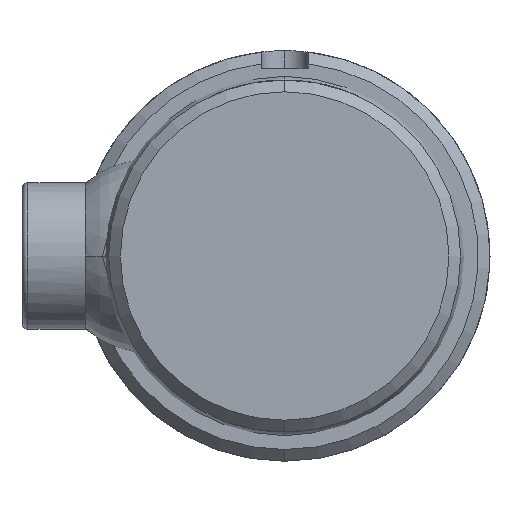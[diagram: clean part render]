
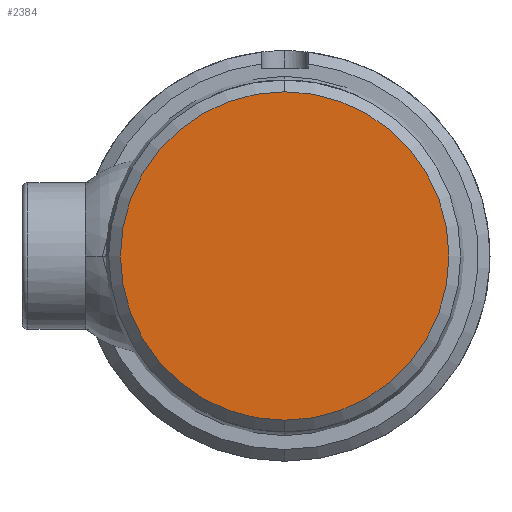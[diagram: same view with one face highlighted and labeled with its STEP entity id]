
A CAD part, left-side view. The second image highlights one B-rep face of the part: STEP entity #2384.
In plain terms, the highlighted planar face has unit normal (-1, 0, 0).
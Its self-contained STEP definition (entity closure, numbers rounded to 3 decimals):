
#33 = VERTEX_POINT ( 'NONE', #2425 ) ;
#281 = FACE_OUTER_BOUND ( 'NONE', #1337, .T. ) ;
#336 = PLANE ( 'NONE',  #702 ) ;
#603 = ORIENTED_EDGE ( 'NONE', *, *, #655, .T. ) ;
#655 = EDGE_CURVE ( 'NONE', #2554, #33, #1285, .T. ) ;
#702 = AXIS2_PLACEMENT_3D ( 'NONE', #1849, #2408, #2462 ) ;
#801 = DIRECTION ( 'NONE',  ( 0., 0., -1. ) ) ;
#820 = DIRECTION ( 'NONE',  ( -1., 0., 0. ) ) ;
#823 = EDGE_CURVE ( 'NONE', #33, #2554, #2106, .T. ) ;
#865 = CARTESIAN_POINT ( 'NONE',  ( 0., 0., 0. ) ) ;
#1232 = DIRECTION ( 'NONE',  ( 0., 0., -1. ) ) ;
#1246 = DIRECTION ( 'NONE',  ( -1., 0., 0. ) ) ;
#1285 = CIRCLE ( 'NONE', #1335, 28. ) ;
#1335 = AXIS2_PLACEMENT_3D ( 'NONE', #1375, #1246, #1232 ) ;
#1337 = EDGE_LOOP ( 'NONE', ( #2300, #603 ) ) ;
#1375 = CARTESIAN_POINT ( 'NONE',  ( 0., 0., 0. ) ) ;
#1849 = CARTESIAN_POINT ( 'NONE',  ( 0., 0., 0. ) ) ;
#2106 = CIRCLE ( 'NONE', #2481, 28. ) ;
#2300 = ORIENTED_EDGE ( 'NONE', *, *, #823, .T. ) ;
#2384 = ADVANCED_FACE ( 'NONE', ( #281 ), #336, .F. ) ;
#2408 = DIRECTION ( 'NONE',  ( 1., 0., 0. ) ) ;
#2422 = CARTESIAN_POINT ( 'NONE',  ( 0., 0., 28. ) ) ;
#2425 = CARTESIAN_POINT ( 'NONE',  ( 0., 0., -28. ) ) ;
#2462 = DIRECTION ( 'NONE',  ( 0., 0., -1. ) ) ;
#2481 = AXIS2_PLACEMENT_3D ( 'NONE', #865, #820, #801 ) ;
#2554 = VERTEX_POINT ( 'NONE', #2422 ) ;
